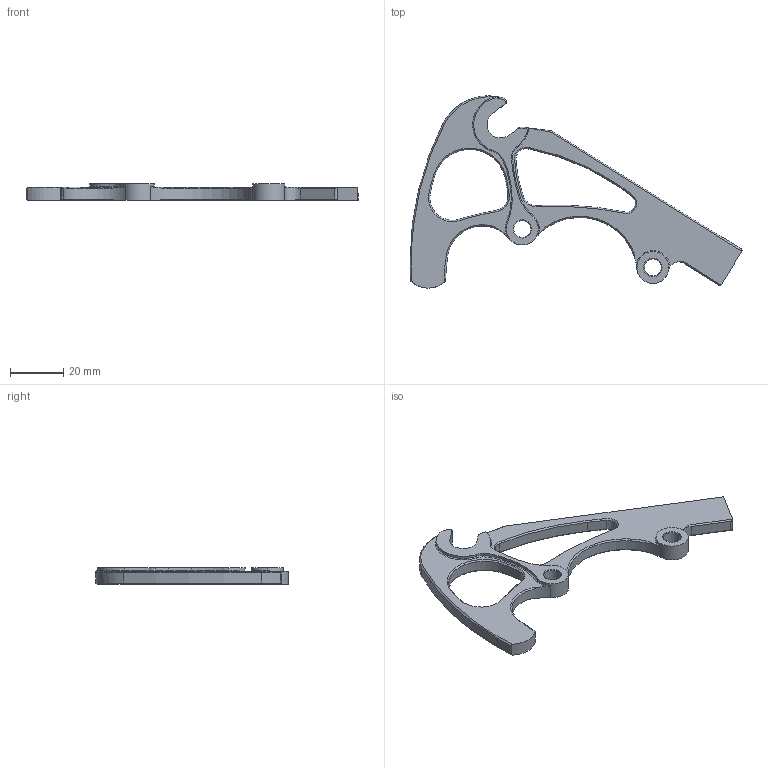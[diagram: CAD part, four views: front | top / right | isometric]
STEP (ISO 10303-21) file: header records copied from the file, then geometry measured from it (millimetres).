
FILE_DESCRIPTION (( 'STEP AP214' ), '1' );
FILE_NAME ('DR2035L.STEP', '2016-10-13T23:23:40', ( '' ), ( '' ), 'SwSTEP 2.0', 'SolidWorks 2016', '' );
FILE_SCHEMA (( 'AUTOMOTIVE_DESIGN' ));
Length unit declared in the file: inch
Products named in the file (1): DR2035L
Bounding box: 124.24 x 71.93 x 6.35 mm (x, y, z)
Volume: 13892.9 mm3; surface area: 8516.1 mm2
Topology: 1 solids, 1 shells, 149 faces, 390 edges, 243 vertices
Faces by surface type: cone 54, cylinder 52, plane 19, torus 16, bspline 8
Entity records: 4956 total; most frequent: CARTESIAN_POINT 1230, DIRECTION 805, ORIENTED_EDGE 780, EDGE_CURVE 390, AXIS2_PLACEMENT_3D 333, VERTEX_POINT 243, CIRCLE 191, EDGE_LOOP 157
